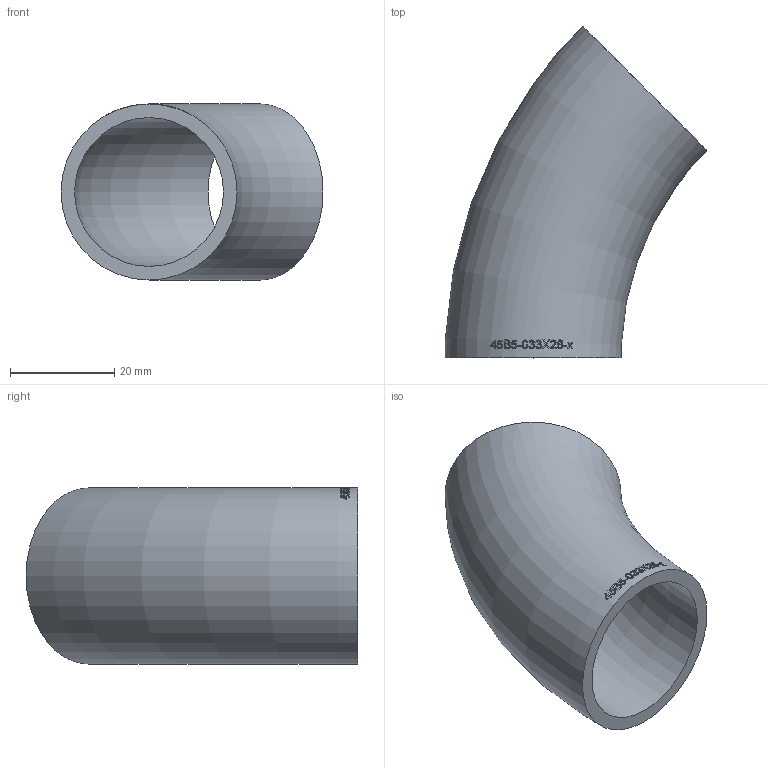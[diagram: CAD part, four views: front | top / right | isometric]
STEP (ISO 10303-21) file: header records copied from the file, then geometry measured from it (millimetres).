
FILE_DESCRIPTION (( 'STEP AP214' ), '1' );
FILE_NAME ('45B5-033X26-x Bogen 2005.STEP', '2020-05-08T12:10:36', ( '' ), ( '' ), 'SwSTEP 2.0', 'SolidWorks 2019', '' );
FILE_SCHEMA (( 'AUTOMOTIVE_DESIGN' ));
Length unit declared in the file: millimetre
Products named in the file (1): 45B5-033X26-x Bogen 2005
Bounding box: 50.15 x 63.53 x 33.7 mm (x, y, z)
Volume: 14564.2 mm3; surface area: 11714.8 mm2
Topology: 1 solids, 1 shells, 201 faces, 547 edges, 365 vertices
Faces by surface type: bspline 177, torus 22, plane 2
Entity records: 18057 total; most frequent: CARTESIAN_POINT 12510, ORIENTED_EDGE 1070, EDGE_CURVE 535, B_SPLINE_CURVE_WITH_KNOTS 531, VERTEX_POINT 358, EDGE_LOOP 221, FACE_OUTER_BOUND 201, ADVANCED_FACE 199
